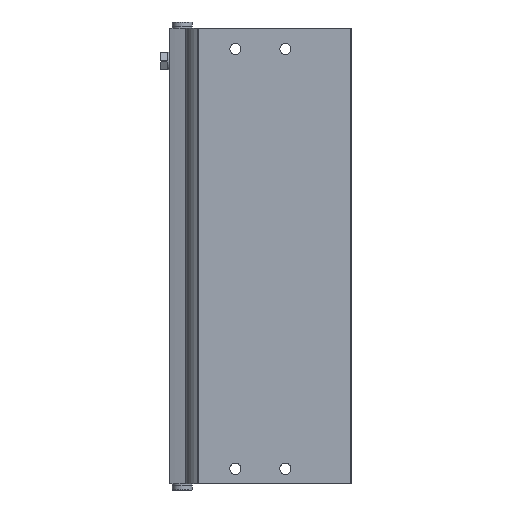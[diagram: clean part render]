
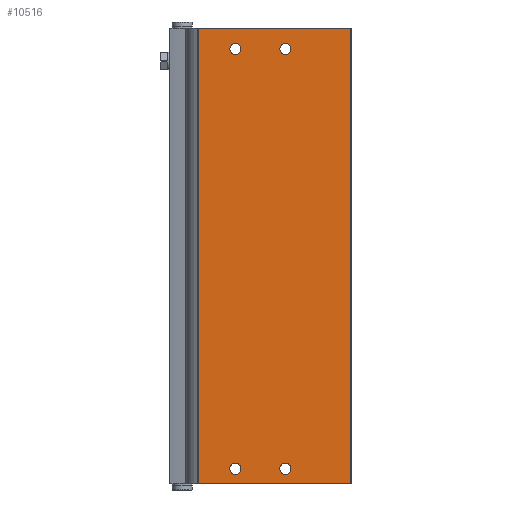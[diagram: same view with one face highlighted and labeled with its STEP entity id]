
A CAD part, front view. The second image highlights one B-rep face of the part: STEP entity #10516.
In plain terms, the highlighted planar face has unit normal (0, -1, 0).
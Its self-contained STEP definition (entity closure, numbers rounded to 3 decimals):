
#897=LINE('',#18660,#1450);
#898=LINE('',#18670,#1451);
#899=LINE('',#18672,#1452);
#900=LINE('',#18674,#1453);
#1450=VECTOR('',#13582,1000.);
#1451=VECTOR('',#13593,1000.);
#1452=VECTOR('',#13594,1000.);
#1453=VECTOR('',#13595,1000.);
#2400=ORIENTED_EDGE('',*,*,#4971,.F.);
#2401=ORIENTED_EDGE('',*,*,#4972,.F.);
#2402=ORIENTED_EDGE('',*,*,#4973,.F.);
#2403=ORIENTED_EDGE('',*,*,#4974,.F.);
#2404=ORIENTED_EDGE('',*,*,#4975,.F.);
#2405=ORIENTED_EDGE('',*,*,#4970,.F.);
#2406=ORIENTED_EDGE('',*,*,#4976,.T.);
#2407=ORIENTED_EDGE('',*,*,#4977,.T.);
#4970=EDGE_CURVE('',#6278,#6277,#897,.T.);
#4971=EDGE_CURVE('',#6279,#6279,#7049,.T.);
#4972=EDGE_CURVE('',#6280,#6280,#7050,.T.);
#4973=EDGE_CURVE('',#6281,#6281,#7051,.T.);
#4974=EDGE_CURVE('',#6282,#6282,#7052,.T.);
#4975=EDGE_CURVE('',#6277,#6283,#898,.T.);
#4976=EDGE_CURVE('',#6278,#6284,#899,.T.);
#4977=EDGE_CURVE('',#6284,#6283,#900,.T.);
#6277=VERTEX_POINT('',#18657);
#6278=VERTEX_POINT('',#18659);
#6279=VERTEX_POINT('',#18663);
#6280=VERTEX_POINT('',#18665);
#6281=VERTEX_POINT('',#18667);
#6282=VERTEX_POINT('',#18669);
#6283=VERTEX_POINT('',#18671);
#6284=VERTEX_POINT('',#18673);
#7049=CIRCLE('',#11853,2.25);
#7050=CIRCLE('',#11854,2.25);
#7051=CIRCLE('',#11855,2.25);
#7052=CIRCLE('',#11856,2.25);
#7728=EDGE_LOOP('',(#2400));
#7729=EDGE_LOOP('',(#2401));
#7730=EDGE_LOOP('',(#2402));
#7731=EDGE_LOOP('',(#2403));
#7732=EDGE_LOOP('',(#2404,#2405,#2406,#2407));
#9063=FACE_BOUND('',#7728,.T.);
#9064=FACE_BOUND('',#7729,.T.);
#9065=FACE_BOUND('',#7730,.T.);
#9066=FACE_BOUND('',#7731,.T.);
#9067=FACE_BOUND('',#7732,.T.);
#10162=PLANE('',#11852);
#10516=ADVANCED_FACE('',(#9063,#9064,#9065,#9066,#9067),#10162,.T.);
#11852=AXIS2_PLACEMENT_3D('',#18661,#13583,#13584);
#11853=AXIS2_PLACEMENT_3D('',#18662,#13585,#13586);
#11854=AXIS2_PLACEMENT_3D('',#18664,#13587,#13588);
#11855=AXIS2_PLACEMENT_3D('',#18666,#13589,#13590);
#11856=AXIS2_PLACEMENT_3D('',#18668,#13591,#13592);
#13582=DIRECTION('',(0.,0.,1.));
#13583=DIRECTION('',(0.,-1.,0.));
#13584=DIRECTION('',(0.,0.,-1.));
#13585=DIRECTION('',(0.,-1.,0.));
#13586=DIRECTION('',(0.,0.,-1.));
#13587=DIRECTION('',(0.,-1.,0.));
#13588=DIRECTION('',(0.,0.,-1.));
#13589=DIRECTION('',(0.,-1.,0.));
#13590=DIRECTION('',(0.,0.,-1.));
#13591=DIRECTION('',(0.,-1.,0.));
#13592=DIRECTION('',(0.,0.,-1.));
#13593=DIRECTION('',(1.,0.,0.));
#13594=DIRECTION('',(1.,0.,0.));
#13595=DIRECTION('',(0.,0.,1.));
#18657=CARTESIAN_POINT('',(-36.27,0.,0.));
#18659=CARTESIAN_POINT('',(-36.27,0.,-182.3));
#18660=CARTESIAN_POINT('',(-36.27,0.,-182.3));
#18661=CARTESIAN_POINT('',(-36.27,0.,-182.3));
#18662=CARTESIAN_POINT('',(-10.,0.,-174.));
#18663=CARTESIAN_POINT('',(-10.,0.,-176.25));
#18664=CARTESIAN_POINT('',(-10.,0.,-6.));
#18665=CARTESIAN_POINT('',(-10.,0.,-8.25));
#18666=CARTESIAN_POINT('',(10.,0.,-174.));
#18667=CARTESIAN_POINT('',(10.,0.,-176.25));
#18668=CARTESIAN_POINT('',(10.,0.,-6.));
#18669=CARTESIAN_POINT('',(10.,0.,-8.25));
#18670=CARTESIAN_POINT('',(-36.27,0.,0.));
#18671=CARTESIAN_POINT('',(24.73,0.,0.));
#18672=CARTESIAN_POINT('',(-36.27,0.,-182.3));
#18673=CARTESIAN_POINT('',(24.73,0.,-182.3));
#18674=CARTESIAN_POINT('',(24.73,0.,-182.3));
